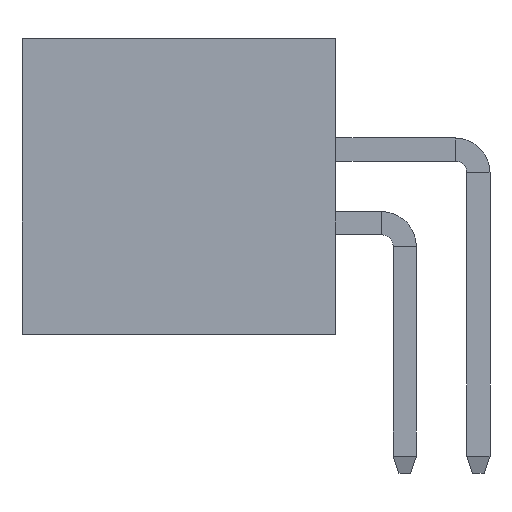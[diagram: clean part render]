
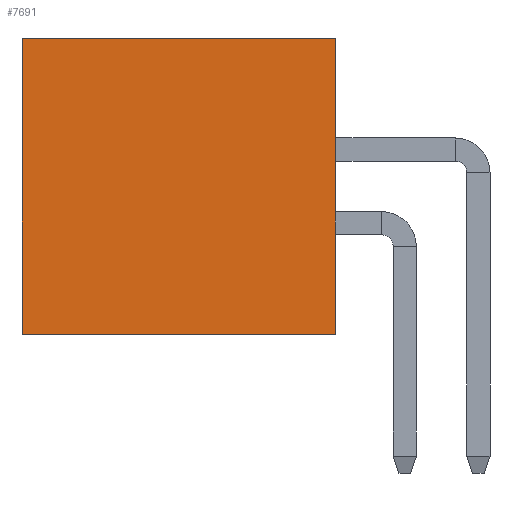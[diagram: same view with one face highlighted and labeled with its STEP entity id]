
A CAD part, left-side view. The second image highlights one B-rep face of the part: STEP entity #7691.
In plain terms, the highlighted planar face has unit normal (-1, 0, 0).
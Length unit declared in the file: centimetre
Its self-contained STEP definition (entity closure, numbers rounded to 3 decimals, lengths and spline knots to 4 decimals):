
#517=FACE_OUTER_BOUND('',#996,.T.);
#996=EDGE_LOOP('',(#6351,#6352,#6353,#6354));
#1883=LINE('',#12079,#2874);
#1891=LINE('',#12094,#2882);
#1949=LINE('',#12197,#2940);
#1951=LINE('',#12201,#2942);
#2874=VECTOR('',#9955,0.51);
#2882=VECTOR('',#9967,0.54);
#2940=VECTOR('',#10031,0.54);
#2942=VECTOR('',#10037,0.51);
#3583=VERTEX_POINT('',#12076);
#3584=VERTEX_POINT('',#12078);
#3589=VERTEX_POINT('',#12093);
#3631=VERTEX_POINT('',#12195);
#4527=EDGE_CURVE('',#3584,#3583,#1883,.T.);
#4535=EDGE_CURVE('',#3584,#3589,#1891,.T.);
#4593=EDGE_CURVE('',#3583,#3631,#1949,.T.);
#4595=EDGE_CURVE('',#3589,#3631,#1951,.T.);
#6351=ORIENTED_EDGE('',*,*,#4527,.T.);
#6352=ORIENTED_EDGE('',*,*,#4593,.T.);
#6353=ORIENTED_EDGE('',*,*,#4595,.F.);
#6354=ORIENTED_EDGE('',*,*,#4535,.F.);
#7218=PLANE('',#8226);
#7691=ADVANCED_FACE('',(#517),#7218,.T.);
#8226=AXIS2_PLACEMENT_3D('',#12200,#10035,#10036);
#9955=DIRECTION('',(0.,0.,1.));
#9967=DIRECTION('',(0.,1.,0.));
#10031=DIRECTION('',(0.,1.,0.));
#10035=DIRECTION('center_axis',(-1.,0.,0.));
#10036=DIRECTION('ref_axis',(0.,0.,1.));
#10037=DIRECTION('',(0.,0.,1.));
#12076=CARTESIAN_POINT('',(-0.7595,0.,0.255));
#12078=CARTESIAN_POINT('',(-0.7595,0.,-0.255));
#12079=CARTESIAN_POINT('',(-0.7595,0.,-0.255));
#12093=CARTESIAN_POINT('',(-0.7595,0.54,-0.255));
#12094=CARTESIAN_POINT('',(-0.7595,0.,-0.255));
#12195=CARTESIAN_POINT('',(-0.7595,0.54,0.255));
#12197=CARTESIAN_POINT('',(-0.7595,0.,0.255));
#12200=CARTESIAN_POINT('Origin',(-0.7595,0.,-0.255));
#12201=CARTESIAN_POINT('',(-0.7595,0.54,-0.255));
